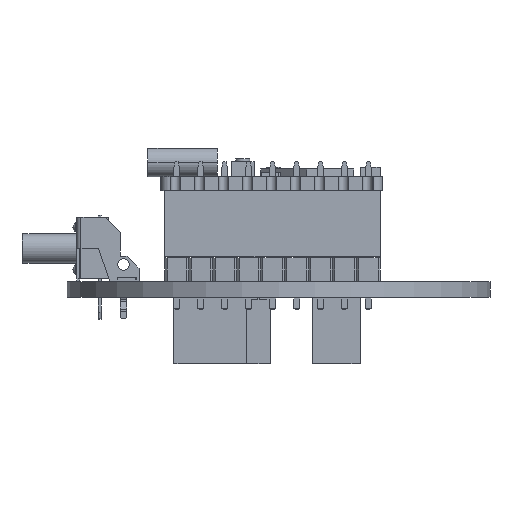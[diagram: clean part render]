
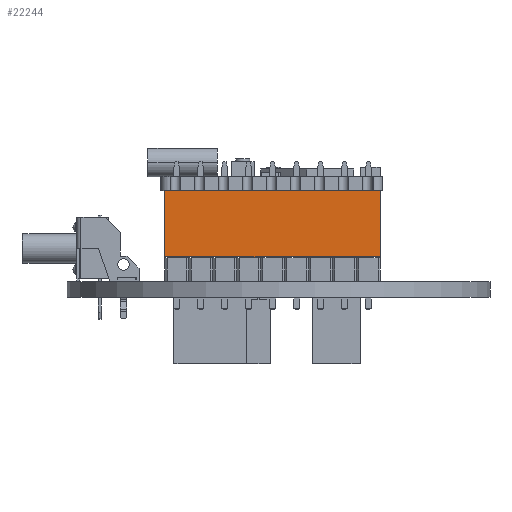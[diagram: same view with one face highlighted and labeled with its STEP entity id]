
A CAD part, left-side view. The second image highlights one B-rep face of the part: STEP entity #22244.
In plain terms, the highlighted face is planar.
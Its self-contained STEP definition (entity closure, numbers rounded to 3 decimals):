
#22244 = ADVANCED_FACE('',(#22245),#22279,.F.);
#22245 = FACE_BOUND('',#22246,.F.);
#22246 = EDGE_LOOP('',(#22247,#22257,#22265,#22273));
#22247 = ORIENTED_EDGE('',*,*,#22248,.T.);
#22248 = EDGE_CURVE('',#22249,#22251,#22253,.T.);
#22249 = VERTEX_POINT('',#22250);
#22250 = CARTESIAN_POINT('',(1.27,-21.59,0.));
#22251 = VERTEX_POINT('',#22252);
#22252 = CARTESIAN_POINT('',(1.27,-21.59,7.));
#22253 = LINE('',#22254,#22255);
#22254 = CARTESIAN_POINT('',(1.27,-21.59,0.));
#22255 = VECTOR('',#22256,1.);
#22256 = DIRECTION('',(0.,0.,1.));
#22257 = ORIENTED_EDGE('',*,*,#22258,.T.);
#22258 = EDGE_CURVE('',#22251,#22259,#22261,.T.);
#22259 = VERTEX_POINT('',#22260);
#22260 = CARTESIAN_POINT('',(1.27,1.27,7.));
#22261 = LINE('',#22262,#22263);
#22262 = CARTESIAN_POINT('',(1.27,-21.59,7.));
#22263 = VECTOR('',#22264,1.);
#22264 = DIRECTION('',(0.,1.,0.));
#22265 = ORIENTED_EDGE('',*,*,#22266,.F.);
#22266 = EDGE_CURVE('',#22267,#22259,#22269,.T.);
#22267 = VERTEX_POINT('',#22268);
#22268 = CARTESIAN_POINT('',(1.27,1.27,0.));
#22269 = LINE('',#22270,#22271);
#22270 = CARTESIAN_POINT('',(1.27,1.27,0.));
#22271 = VECTOR('',#22272,1.);
#22272 = DIRECTION('',(0.,0.,1.));
#22273 = ORIENTED_EDGE('',*,*,#22274,.F.);
#22274 = EDGE_CURVE('',#22249,#22267,#22275,.T.);
#22275 = LINE('',#22276,#22277);
#22276 = CARTESIAN_POINT('',(1.27,-21.59,0.));
#22277 = VECTOR('',#22278,1.);
#22278 = DIRECTION('',(0.,1.,0.));
#22279 = PLANE('',#22280);
#22280 = AXIS2_PLACEMENT_3D('',#22281,#22282,#22283);
#22281 = CARTESIAN_POINT('',(1.27,-21.59,0.));
#22282 = DIRECTION('',(-1.,0.,0.));
#22283 = DIRECTION('',(0.,1.,0.));
